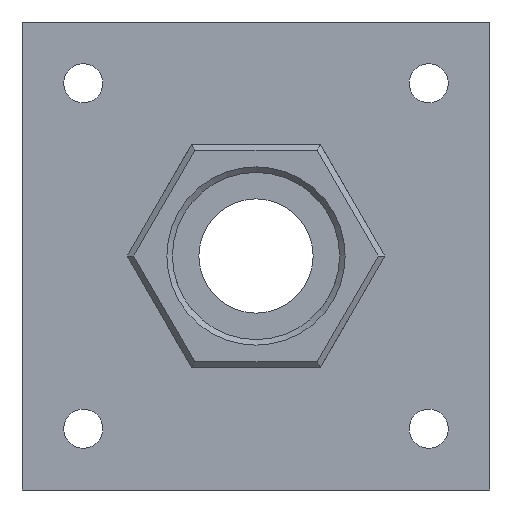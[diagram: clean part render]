
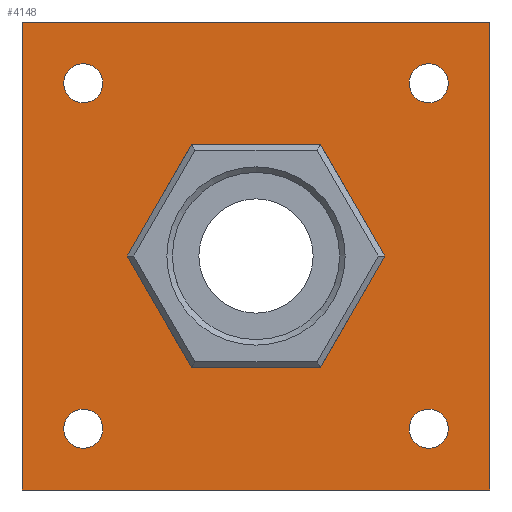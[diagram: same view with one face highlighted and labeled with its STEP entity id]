
A CAD part, front view. The second image highlights one B-rep face of the part: STEP entity #4148.
In plain terms, the highlighted planar face has unit normal (0, -1, 0).
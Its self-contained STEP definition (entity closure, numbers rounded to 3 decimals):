
#40=FACE_BOUND('',#657,.T.);
#41=FACE_BOUND('',#658,.T.);
#42=FACE_BOUND('',#659,.T.);
#43=FACE_BOUND('',#660,.T.);
#44=FACE_BOUND('',#661,.T.);
#110=PLANE('',#4365);
#408=FACE_OUTER_BOUND('',#656,.T.);
#656=EDGE_LOOP('',(#3703,#3704,#3705,#3706,#3707,#3708));
#657=EDGE_LOOP('',(#3709,#3710,#3711,#3712,#3713,#3714));
#658=EDGE_LOOP('',(#3715));
#659=EDGE_LOOP('',(#3716));
#660=EDGE_LOOP('',(#3717));
#661=EDGE_LOOP('',(#3718));
#756=CIRCLE('',#4366,1.75);
#757=CIRCLE('',#4367,1.75);
#758=CIRCLE('',#4368,1.75);
#759=CIRCLE('',#4369,1.75);
#1071=LINE('',#6866,#1383);
#1085=LINE('',#7032,#1397);
#1097=LINE('',#7085,#1409);
#1240=LINE('',#8809,#1552);
#1256=LINE('',#10639,#1568);
#1257=LINE('',#10643,#1569);
#1258=LINE('',#10645,#1570);
#1259=LINE('',#10647,#1571);
#1260=LINE('',#10649,#1572);
#1261=LINE('',#10651,#1573);
#1262=LINE('',#10652,#1574);
#1263=LINE('',#10653,#1575);
#1383=VECTOR('',#4609,10.);
#1397=VECTOR('',#4667,10.);
#1409=VECTOR('',#4713,10.);
#1552=VECTOR('',#4934,10.);
#1568=VECTOR('',#4994,10.);
#1569=VECTOR('',#4997,10.);
#1570=VECTOR('',#4998,10.);
#1571=VECTOR('',#4999,10.);
#1572=VECTOR('',#5000,10.);
#1573=VECTOR('',#5001,10.);
#1574=VECTOR('',#5002,10.);
#1575=VECTOR('',#5003,10.);
#1767=VERTEX_POINT('',#6863);
#1768=VERTEX_POINT('',#6865);
#1783=VERTEX_POINT('',#7029);
#1784=VERTEX_POINT('',#7031);
#1798=VERTEX_POINT('',#7082);
#1799=VERTEX_POINT('',#7084);
#1984=VERTEX_POINT('',#10641);
#1985=VERTEX_POINT('',#10642);
#1986=VERTEX_POINT('',#10644);
#1987=VERTEX_POINT('',#10646);
#1988=VERTEX_POINT('',#10648);
#1989=VERTEX_POINT('',#10650);
#1990=VERTEX_POINT('',#10654);
#1991=VERTEX_POINT('',#10656);
#1992=VERTEX_POINT('',#10658);
#1993=VERTEX_POINT('',#10660);
#2208=EDGE_CURVE('',#1768,#1767,#1071,.T.);
#2236=EDGE_CURVE('',#1783,#1784,#1085,.T.);
#2257=EDGE_CURVE('',#1799,#1798,#1097,.T.);
#2531=EDGE_CURVE('',#1783,#1799,#1240,.T.);
#2572=EDGE_CURVE('',#1767,#1784,#1256,.T.);
#2573=EDGE_CURVE('',#1984,#1985,#1257,.T.);
#2574=EDGE_CURVE('',#1985,#1986,#1258,.T.);
#2575=EDGE_CURVE('',#1986,#1987,#1259,.T.);
#2576=EDGE_CURVE('',#1987,#1988,#1260,.T.);
#2577=EDGE_CURVE('',#1988,#1989,#1261,.T.);
#2578=EDGE_CURVE('',#1989,#1984,#1262,.T.);
#2579=EDGE_CURVE('',#1768,#1798,#1263,.T.);
#2580=EDGE_CURVE('',#1990,#1990,#756,.T.);
#2581=EDGE_CURVE('',#1991,#1991,#757,.T.);
#2582=EDGE_CURVE('',#1992,#1992,#758,.T.);
#2583=EDGE_CURVE('',#1993,#1993,#759,.T.);
#3703=ORIENTED_EDGE('',*,*,#2573,.T.);
#3704=ORIENTED_EDGE('',*,*,#2574,.T.);
#3705=ORIENTED_EDGE('',*,*,#2575,.T.);
#3706=ORIENTED_EDGE('',*,*,#2576,.T.);
#3707=ORIENTED_EDGE('',*,*,#2577,.T.);
#3708=ORIENTED_EDGE('',*,*,#2578,.T.);
#3709=ORIENTED_EDGE('',*,*,#2579,.F.);
#3710=ORIENTED_EDGE('',*,*,#2208,.T.);
#3711=ORIENTED_EDGE('',*,*,#2572,.T.);
#3712=ORIENTED_EDGE('',*,*,#2236,.F.);
#3713=ORIENTED_EDGE('',*,*,#2531,.T.);
#3714=ORIENTED_EDGE('',*,*,#2257,.T.);
#3715=ORIENTED_EDGE('',*,*,#2580,.T.);
#3716=ORIENTED_EDGE('',*,*,#2581,.T.);
#3717=ORIENTED_EDGE('',*,*,#2582,.T.);
#3718=ORIENTED_EDGE('',*,*,#2583,.T.);
#4148=ADVANCED_FACE('',(#408,#40,#41,#42,#43,#44),#110,.T.);
#4365=AXIS2_PLACEMENT_3D('',#10640,#4995,#4996);
#4366=AXIS2_PLACEMENT_3D('',#10655,#5004,#5005);
#4367=AXIS2_PLACEMENT_3D('',#10657,#5006,#5007);
#4368=AXIS2_PLACEMENT_3D('',#10659,#5008,#5009);
#4369=AXIS2_PLACEMENT_3D('',#10661,#5010,#5011);
#4609=DIRECTION('',(-1.,0.,0.));
#4667=DIRECTION('',(-0.5,0.,-0.866));
#4713=DIRECTION('',(0.5,0.,-0.866));
#4934=DIRECTION('',(1.,0.,0.));
#4994=DIRECTION('',(-0.5,0.,0.866));
#4995=DIRECTION('center_axis',(0.,-1.,0.));
#4996=DIRECTION('ref_axis',(1.,0.,0.));
#4997=DIRECTION('',(0.,0.,1.));
#4998=DIRECTION('',(-1.,0.,0.));
#4999=DIRECTION('',(-1.,0.,0.));
#5000=DIRECTION('',(-1.,0.,0.));
#5001=DIRECTION('',(0.,0.,-1.));
#5002=DIRECTION('',(1.,0.,0.));
#5003=DIRECTION('',(0.5,0.,0.866));
#5004=DIRECTION('center_axis',(0.,1.,0.));
#5005=DIRECTION('ref_axis',(1.,0.,0.));
#5006=DIRECTION('center_axis',(0.,1.,0.));
#5007=DIRECTION('ref_axis',(1.,0.,0.));
#5008=DIRECTION('center_axis',(0.,1.,0.));
#5009=DIRECTION('ref_axis',(1.,0.,0.));
#5010=DIRECTION('center_axis',(0.,1.,0.));
#5011=DIRECTION('ref_axis',(1.,0.,0.));
#6863=CARTESIAN_POINT('',(-5.774,-6.,-10.));
#6865=CARTESIAN_POINT('',(5.774,-6.,-10.));
#6866=CARTESIAN_POINT('',(-5.,-6.,-10.));
#7029=CARTESIAN_POINT('',(-5.774,-6.,10.));
#7031=CARTESIAN_POINT('',(-11.547,-6.,0.));
#7032=CARTESIAN_POINT('',(-5.774,-6.,10.));
#7082=CARTESIAN_POINT('',(11.547,-6.,0.));
#7084=CARTESIAN_POINT('',(5.774,-6.,10.));
#7085=CARTESIAN_POINT('',(9.33,-6.,3.84));
#8809=CARTESIAN_POINT('',(5.,-6.,10.));
#10639=CARTESIAN_POINT('',(-9.33,-6.,-3.84));
#10640=CARTESIAN_POINT('Origin',(0.,-6.,0.));
#10641=CARTESIAN_POINT('',(21.,-6.,-21.));
#10642=CARTESIAN_POINT('',(21.,-6.,21.));
#10643=CARTESIAN_POINT('',(21.,-6.,21.));
#10644=CARTESIAN_POINT('',(11.1,-6.,21.));
#10645=CARTESIAN_POINT('',(11.1,-6.,21.));
#10646=CARTESIAN_POINT('',(-11.1,-6.,21.));
#10647=CARTESIAN_POINT('',(-21.,-6.,21.));
#10648=CARTESIAN_POINT('',(-21.,-6.,21.));
#10649=CARTESIAN_POINT('',(-21.,-6.,21.));
#10650=CARTESIAN_POINT('',(-21.,-6.,-21.));
#10651=CARTESIAN_POINT('',(-21.,-6.,-21.));
#10652=CARTESIAN_POINT('',(21.,-6.,-21.));
#10653=CARTESIAN_POINT('',(5.774,-6.,-10.));
#10654=CARTESIAN_POINT('',(13.75,-6.,15.5));
#10655=CARTESIAN_POINT('Origin',(15.5,-6.,15.5));
#10656=CARTESIAN_POINT('',(-17.25,-6.,15.5));
#10657=CARTESIAN_POINT('Origin',(-15.5,-6.,15.5));
#10658=CARTESIAN_POINT('',(-17.25,-6.,-15.5));
#10659=CARTESIAN_POINT('Origin',(-15.5,-6.,-15.5));
#10660=CARTESIAN_POINT('',(13.75,-6.,-15.5));
#10661=CARTESIAN_POINT('Origin',(15.5,-6.,-15.5));
